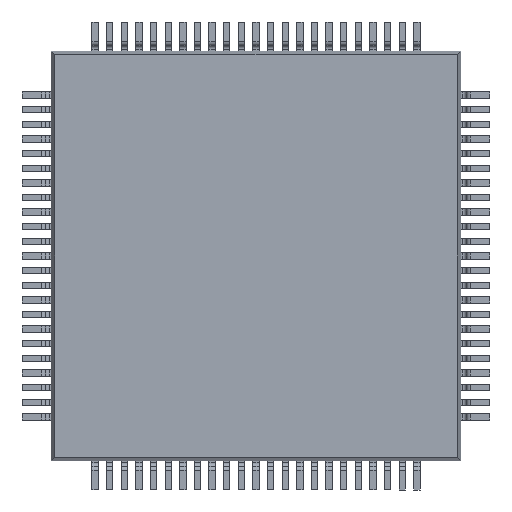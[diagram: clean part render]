
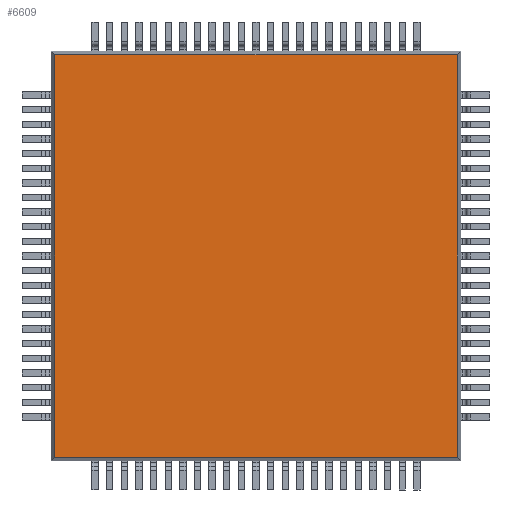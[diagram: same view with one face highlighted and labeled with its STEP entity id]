
A CAD part, front view. The second image highlights one B-rep face of the part: STEP entity #6609.
In plain terms, the highlighted planar face has unit normal (0, -1, 0).
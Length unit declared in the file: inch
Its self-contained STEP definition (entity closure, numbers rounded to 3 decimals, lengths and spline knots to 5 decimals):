
#359 = CARTESIAN_POINT ( 'NONE',  ( 0., 0., 0. ) ) ;
#610 = CARTESIAN_POINT ( 'NONE',  ( 0.27057, 0., -0.27559 ) ) ;
#1762 = VECTOR ( 'NONE', #32530, 39.37008 ) ;
#3292 = DIRECTION ( 'NONE',  ( 0., 0., -1. ) ) ;
#3362 = ORIENTED_EDGE ( 'NONE', *, *, #13196, .T. ) ;
#4566 = CARTESIAN_POINT ( 'NONE',  ( 0.27057, 0., 0.27057 ) ) ;
#5000 = CARTESIAN_POINT ( 'NONE',  ( -0.27057, 0., -0.27057 ) ) ;
#6609 = ADVANCED_FACE ( 'NONE', ( #18695 ), #28836, .F. ) ;
#6757 = CARTESIAN_POINT ( 'NONE',  ( -0.27057, 0., 0.27057 ) ) ;
#7259 = EDGE_CURVE ( 'NONE', #31899, #38849, #38005, .T. ) ;
#7316 = CARTESIAN_POINT ( 'NONE',  ( 0.27057, 0., -0.27057 ) ) ;
#7327 = VERTEX_POINT ( 'NONE', #4566 ) ;
#7519 = LINE ( 'NONE', #610, #18750 ) ;
#7794 = EDGE_CURVE ( 'NONE', #7327, #31899, #34321, .T. ) ;
#9071 = ORIENTED_EDGE ( 'NONE', *, *, #24497, .T. ) ;
#13196 = EDGE_CURVE ( 'NONE', #42213, #7327, #7519, .T. ) ;
#16897 = AXIS2_PLACEMENT_3D ( 'NONE', #359, #22993, #29672 ) ;
#18695 = FACE_OUTER_BOUND ( 'NONE', #25335, .T. ) ;
#18750 = VECTOR ( 'NONE', #23404, 39.37008 ) ;
#22986 = ORIENTED_EDGE ( 'NONE', *, *, #7259, .T. ) ;
#22993 = DIRECTION ( 'NONE',  ( 0., 1., 0. ) ) ;
#23404 = DIRECTION ( 'NONE',  ( 0., 0., 1. ) ) ;
#24497 = EDGE_CURVE ( 'NONE', #38849, #42213, #24709, .T. ) ;
#24709 = LINE ( 'NONE', #25950, #1762 ) ;
#25335 = EDGE_LOOP ( 'NONE', ( #3362, #32348, #22986, #9071 ) ) ;
#25950 = CARTESIAN_POINT ( 'NONE',  ( -0.27559, 0., -0.27057 ) ) ;
#28836 = PLANE ( 'NONE',  #16897 ) ;
#29291 = VECTOR ( 'NONE', #3292, 39.37008 ) ;
#29672 = DIRECTION ( 'NONE',  ( 0., 0., 1. ) ) ;
#31236 = CARTESIAN_POINT ( 'NONE',  ( -0.27559, 0., 0.27057 ) ) ;
#31899 = VERTEX_POINT ( 'NONE', #6757 ) ;
#32348 = ORIENTED_EDGE ( 'NONE', *, *, #7794, .T. ) ;
#32530 = DIRECTION ( 'NONE',  ( 1., 0., 0. ) ) ;
#32952 = CARTESIAN_POINT ( 'NONE',  ( -0.27057, 0., -0.27559 ) ) ;
#34321 = LINE ( 'NONE', #31236, #39452 ) ;
#37282 = DIRECTION ( 'NONE',  ( -1., 0., 0. ) ) ;
#38005 = LINE ( 'NONE', #32952, #29291 ) ;
#38849 = VERTEX_POINT ( 'NONE', #5000 ) ;
#39452 = VECTOR ( 'NONE', #37282, 39.37008 ) ;
#42213 = VERTEX_POINT ( 'NONE', #7316 ) ;
